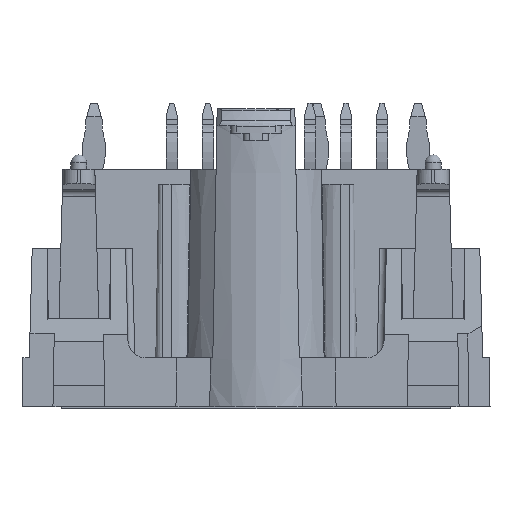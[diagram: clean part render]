
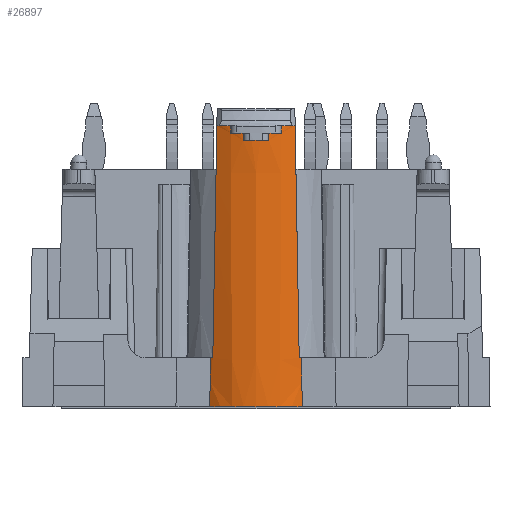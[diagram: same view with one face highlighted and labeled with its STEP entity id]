
A CAD part, left-side view. The second image highlights one B-rep face of the part: STEP entity #26897.
In plain terms, the highlighted conical face has half-angle 0.356 degrees and reference radius 5.5 mm.
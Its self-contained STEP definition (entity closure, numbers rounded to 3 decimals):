
#58=CONICAL_SURFACE('',#28344,5.5,0.006);
#213=ELLIPSE('',#28343,255.779,4.172);
#214=ELLIPSE('',#28347,430.867,7.027);
#215=ELLIPSE('',#28353,430.867,7.027);
#216=ELLIPSE('',#28355,255.779,4.172);
#899=CIRCLE('',#28345,5.479);
#900=CIRCLE('',#28346,5.5);
#901=CIRCLE('',#28348,5.6);
#902=CIRCLE('',#28349,5.597);
#903=CIRCLE('',#28350,5.594);
#904=CIRCLE('',#28351,5.597);
#905=CIRCLE('',#28352,5.6);
#906=CIRCLE('',#28354,5.5);
#3907=ORIENTED_EDGE('',*,*,#8333,.T.);
#3908=ORIENTED_EDGE('',*,*,#8332,.F.);
#3909=ORIENTED_EDGE('',*,*,#8334,.T.);
#3910=ORIENTED_EDGE('',*,*,#8335,.T.);
#3911=ORIENTED_EDGE('',*,*,#8336,.T.);
#3912=ORIENTED_EDGE('',*,*,#8337,.T.);
#3913=ORIENTED_EDGE('',*,*,#8338,.T.);
#3914=ORIENTED_EDGE('',*,*,#8339,.T.);
#3915=ORIENTED_EDGE('',*,*,#8340,.T.);
#3916=ORIENTED_EDGE('',*,*,#8341,.T.);
#3917=ORIENTED_EDGE('',*,*,#8342,.T.);
#3918=ORIENTED_EDGE('',*,*,#8343,.T.);
#3919=ORIENTED_EDGE('',*,*,#8344,.T.);
#3920=ORIENTED_EDGE('',*,*,#8345,.T.);
#3921=ORIENTED_EDGE('',*,*,#8346,.T.);
#3922=ORIENTED_EDGE('',*,*,#8347,.F.);
#8332=EDGE_CURVE('',#10674,#10673,#213,.T.);
#8333=EDGE_CURVE('',#10675,#10673,#899,.T.);
#8334=EDGE_CURVE('',#10674,#10676,#900,.T.);
#8335=EDGE_CURVE('',#10676,#10677,#214,.T.);
#8336=EDGE_CURVE('',#10677,#10678,#901,.T.);
#8337=EDGE_CURVE('',#10678,#10679,#12677,.T.);
#8338=EDGE_CURVE('',#10679,#10680,#902,.T.);
#8339=EDGE_CURVE('',#10680,#10681,#12678,.T.);
#8340=EDGE_CURVE('',#10681,#10682,#903,.T.);
#8341=EDGE_CURVE('',#10682,#10683,#12679,.T.);
#8342=EDGE_CURVE('',#10683,#10684,#904,.T.);
#8343=EDGE_CURVE('',#10684,#10685,#12680,.T.);
#8344=EDGE_CURVE('',#10685,#10686,#905,.T.);
#8345=EDGE_CURVE('',#10686,#10687,#215,.T.);
#8346=EDGE_CURVE('',#10687,#10688,#906,.T.);
#8347=EDGE_CURVE('',#10675,#10688,#216,.T.);
#10673=VERTEX_POINT('',#38172);
#10674=VERTEX_POINT('',#38174);
#10675=VERTEX_POINT('',#38178);
#10676=VERTEX_POINT('',#38180);
#10677=VERTEX_POINT('',#38182);
#10678=VERTEX_POINT('',#38184);
#10679=VERTEX_POINT('',#38186);
#10680=VERTEX_POINT('',#38188);
#10681=VERTEX_POINT('',#38190);
#10682=VERTEX_POINT('',#38192);
#10683=VERTEX_POINT('',#38194);
#10684=VERTEX_POINT('',#38196);
#10685=VERTEX_POINT('',#38198);
#10686=VERTEX_POINT('',#38200);
#10687=VERTEX_POINT('',#38202);
#10688=VERTEX_POINT('',#38204);
#12677=LINE('',#38185,#14705);
#12678=LINE('',#38189,#14706);
#12679=LINE('',#38193,#14707);
#12680=LINE('',#38197,#14708);
#14705=VECTOR('',#32179,1000.);
#14706=VECTOR('',#32182,1000.);
#14707=VECTOR('',#32185,1000.);
#14708=VECTOR('',#32188,1000.);
#16064=EDGE_LOOP('',(#3907,#3908,#3909,#3910,#3911,#3912,#3913,#3914,#3915,
#3916,#3917,#3918,#3919,#3920,#3921,#3922));
#17262=FACE_BOUND('',#16064,.T.);
#26897=ADVANCED_FACE('',(#17262),#58,.T.);
#28343=AXIS2_PLACEMENT_3D('',#38175,#32167,#32168);
#28344=AXIS2_PLACEMENT_3D('',#38176,#32169,#32170);
#28345=AXIS2_PLACEMENT_3D('',#38177,#32171,#32172);
#28346=AXIS2_PLACEMENT_3D('',#38179,#32173,#32174);
#28347=AXIS2_PLACEMENT_3D('',#38181,#32175,#32176);
#28348=AXIS2_PLACEMENT_3D('',#38183,#32177,#32178);
#28349=AXIS2_PLACEMENT_3D('',#38187,#32180,#32181);
#28350=AXIS2_PLACEMENT_3D('',#38191,#32183,#32184);
#28351=AXIS2_PLACEMENT_3D('',#38195,#32186,#32187);
#28352=AXIS2_PLACEMENT_3D('',#38199,#32189,#32190);
#28353=AXIS2_PLACEMENT_3D('',#38201,#32191,#32192);
#28354=AXIS2_PLACEMENT_3D('',#38203,#32193,#32194);
#28355=AXIS2_PLACEMENT_3D('',#38205,#32195,#32196);
#32167=DIRECTION('',(1.,0.,0.017));
#32168=DIRECTION('',(-0.017,0.,1.));
#32169=DIRECTION('',(0.,0.,1.));
#32170=DIRECTION('',(-1.,0.,0.));
#32171=DIRECTION('',(0.,0.,1.));
#32172=DIRECTION('',(1.,0.,0.));
#32173=DIRECTION('',(0.,0.,-1.));
#32174=DIRECTION('',(-1.,0.,0.));
#32175=DIRECTION('',(0.,1.,-0.017));
#32176=DIRECTION('',(0.,0.017,1.));
#32177=DIRECTION('',(0.,0.,-1.));
#32178=DIRECTION('',(-1.,0.,0.));
#32179=DIRECTION('',(0.007,0.,-1.));
#32180=DIRECTION('',(0.,0.,-1.));
#32181=DIRECTION('',(-1.,0.,0.));
#32182=DIRECTION('',(0.006,0.,-1.));
#32183=DIRECTION('',(0.,0.,-1.));
#32184=DIRECTION('',(-1.,0.,0.));
#32185=DIRECTION('',(-0.006,0.,1.));
#32186=DIRECTION('',(0.,0.,-1.));
#32187=DIRECTION('',(-1.,0.,0.));
#32188=DIRECTION('',(-0.007,0.,1.));
#32189=DIRECTION('',(0.,0.,-1.));
#32190=DIRECTION('',(-1.,0.,0.));
#32191=DIRECTION('',(0.,-1.,-0.017));
#32192=DIRECTION('',(0.,-0.017,1.));
#32193=DIRECTION('',(0.,0.,-1.));
#32194=DIRECTION('',(-1.,0.,0.));
#32195=DIRECTION('',(1.,0.,0.017));
#32196=DIRECTION('',(-0.017,0.,1.));
#38172=CARTESIAN_POINT('',(-31.941,-3.209,0.));
#38174=CARTESIAN_POINT('',(-32.,-3.162,3.4));
#38175=CARTESIAN_POINT('',(-29.088,0.,-163.403));
#38176=CARTESIAN_POINT('',(-27.5,0.,3.4));
#38177=CARTESIAN_POINT('',(-27.5,0.,0.));
#38178=CARTESIAN_POINT('',(-31.941,3.209,0.));
#38179=CARTESIAN_POINT('',(-27.5,0.,3.4));
#38180=CARTESIAN_POINT('',(-32.11,-3.,3.4));
#38181=CARTESIAN_POINT('',(-27.5,2.676,328.565));
#38182=CARTESIAN_POINT('',(-32.396,-2.719,19.5));
#38183=CARTESIAN_POINT('',(-27.5,0.,19.5));
#38184=CARTESIAN_POINT('',(-32.82,-1.75,19.5));
#38185=CARTESIAN_POINT('',(-32.818,-1.75,19.25));
#38186=CARTESIAN_POINT('',(-32.816,-1.75,19.));
#38187=CARTESIAN_POINT('',(-27.5,0.,19.));
#38188=CARTESIAN_POINT('',(-33.024,-0.9,19.));
#38189=CARTESIAN_POINT('',(-33.022,-0.9,18.75));
#38190=CARTESIAN_POINT('',(-33.021,-0.9,18.5));
#38191=CARTESIAN_POINT('',(-27.5,0.,18.5));
#38192=CARTESIAN_POINT('',(-33.021,0.9,18.5));
#38193=CARTESIAN_POINT('',(-33.022,0.9,18.75));
#38194=CARTESIAN_POINT('',(-33.024,0.9,19.));
#38195=CARTESIAN_POINT('',(-27.5,0.,19.));
#38196=CARTESIAN_POINT('',(-32.816,1.75,19.));
#38197=CARTESIAN_POINT('',(-32.818,1.75,19.25));
#38198=CARTESIAN_POINT('',(-32.82,1.75,19.5));
#38199=CARTESIAN_POINT('',(-27.5,0.,19.5));
#38200=CARTESIAN_POINT('',(-32.396,2.719,19.5));
#38201=CARTESIAN_POINT('',(-27.5,-2.676,328.565));
#38202=CARTESIAN_POINT('',(-32.11,3.,3.4));
#38203=CARTESIAN_POINT('',(-27.5,0.,3.4));
#38204=CARTESIAN_POINT('',(-32.,3.162,3.4));
#38205=CARTESIAN_POINT('',(-29.088,0.,-163.403));
